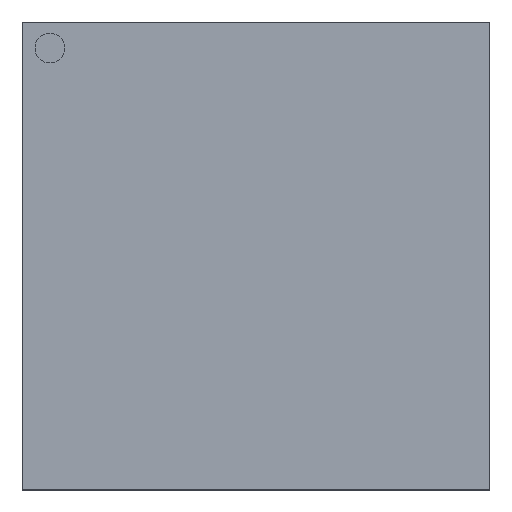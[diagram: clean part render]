
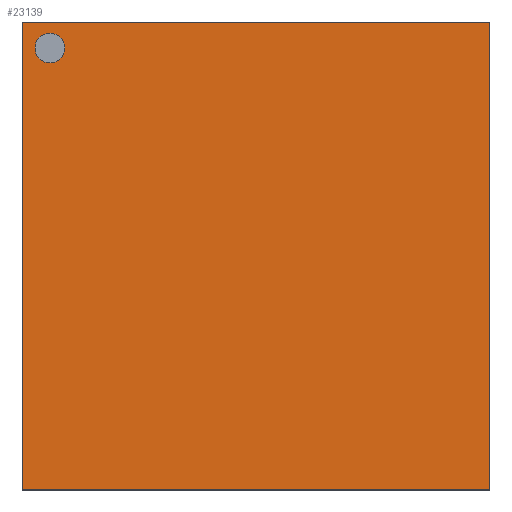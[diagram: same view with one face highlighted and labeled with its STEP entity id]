
A CAD part, top view. The second image highlights one B-rep face of the part: STEP entity #23139.
In plain terms, the highlighted planar face has unit normal (0, 0, 1).
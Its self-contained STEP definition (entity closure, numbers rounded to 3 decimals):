
#83 = DIRECTION ( 'NONE',  ( 0., 0., 1. ) ) ;
#143 = CARTESIAN_POINT ( 'NONE',  ( 6., -6., 0.555 ) ) ;
#207 = VECTOR ( 'NONE', #5993, 1000. ) ;
#2232 = CARTESIAN_POINT ( 'NONE',  ( 0., 0., 0.555 ) ) ;
#2235 = EDGE_CURVE ( 'NONE', #13575, #5136, #14602, .T. ) ;
#2565 = ORIENTED_EDGE ( 'NONE', *, *, #25202, .T. ) ;
#2852 = EDGE_CURVE ( 'NONE', #11383, #14072, #13596, .T. ) ;
#3474 = ORIENTED_EDGE ( 'NONE', *, *, #2852, .T. ) ;
#3792 = CARTESIAN_POINT ( 'NONE',  ( -6., -6., 0.555 ) ) ;
#4065 = LINE ( 'NONE', #3792, #207 ) ;
#4830 = DIRECTION ( 'NONE',  ( 0., 0., 1. ) ) ;
#4997 = ORIENTED_EDGE ( 'NONE', *, *, #20521, .T. ) ;
#5136 = VERTEX_POINT ( 'NONE', #6848 ) ;
#5993 = DIRECTION ( 'NONE',  ( 1., 0., 0. ) ) ;
#6848 = CARTESIAN_POINT ( 'NONE',  ( -5.667, 5.333, 0.555 ) ) ;
#7524 = AXIS2_PLACEMENT_3D ( 'NONE', #23741, #4830, #13265 ) ;
#7563 = VECTOR ( 'NONE', #17458, 1000. ) ;
#7775 = CIRCLE ( 'NONE', #23213, 0.382 ) ;
#8555 = LINE ( 'NONE', #143, #11799 ) ;
#8577 = FACE_BOUND ( 'NONE', #24047, .T. ) ;
#9030 = CARTESIAN_POINT ( 'NONE',  ( -6., -6., 0.555 ) ) ;
#10172 = DIRECTION ( 'NONE',  ( 1., 0., 0. ) ) ;
#11078 = CARTESIAN_POINT ( 'NONE',  ( -6., 6., 0.555 ) ) ;
#11147 = VERTEX_POINT ( 'NONE', #13327 ) ;
#11383 = VERTEX_POINT ( 'NONE', #11078 ) ;
#11799 = VECTOR ( 'NONE', #25152, 1000. ) ;
#12144 = EDGE_CURVE ( 'NONE', #5136, #13575, #7775, .T. ) ;
#12398 = VERTEX_POINT ( 'NONE', #22147 ) ;
#12731 = FACE_OUTER_BOUND ( 'NONE', #26825, .T. ) ;
#12787 = EDGE_CURVE ( 'NONE', #11147, #12398, #8555, .T. ) ;
#12914 = ORIENTED_EDGE ( 'NONE', *, *, #2235, .F. ) ;
#13265 = DIRECTION ( 'NONE',  ( 1., 0., 0. ) ) ;
#13327 = CARTESIAN_POINT ( 'NONE',  ( 6., -6., 0.555 ) ) ;
#13380 = ORIENTED_EDGE ( 'NONE', *, *, #12144, .F. ) ;
#13575 = VERTEX_POINT ( 'NONE', #25986 ) ;
#13596 = LINE ( 'NONE', #9030, #7563 ) ;
#14072 = VERTEX_POINT ( 'NONE', #19852 ) ;
#14602 = CIRCLE ( 'NONE', #7524, 0.382 ) ;
#15080 = DIRECTION ( 'NONE',  ( 0., 0., -1. ) ) ;
#16070 = DIRECTION ( 'NONE',  ( -1., 0., 0. ) ) ;
#16523 = CARTESIAN_POINT ( 'NONE',  ( -5.285, 5.333, 0.555 ) ) ;
#17010 = DIRECTION ( 'NONE',  ( -1., 0., 0. ) ) ;
#17458 = DIRECTION ( 'NONE',  ( 0., -1., 0. ) ) ;
#18876 = AXIS2_PLACEMENT_3D ( 'NONE', #2232, #15080, #17010 ) ;
#19852 = CARTESIAN_POINT ( 'NONE',  ( -6., -6., 0.555 ) ) ;
#20477 = CARTESIAN_POINT ( 'NONE',  ( -6., 6., 0.555 ) ) ;
#20521 = EDGE_CURVE ( 'NONE', #14072, #11147, #4065, .T. ) ;
#21153 = PLANE ( 'NONE',  #18876 ) ;
#22147 = CARTESIAN_POINT ( 'NONE',  ( 6., 6., 0.555 ) ) ;
#22955 = LINE ( 'NONE', #20477, #25107 ) ;
#22988 = ORIENTED_EDGE ( 'NONE', *, *, #12787, .T. ) ;
#23139 = ADVANCED_FACE ( 'NONE', ( #8577, #12731 ), #21153, .F. ) ;
#23213 = AXIS2_PLACEMENT_3D ( 'NONE', #16523, #83, #10172 ) ;
#23741 = CARTESIAN_POINT ( 'NONE',  ( -5.285, 5.333, 0.555 ) ) ;
#24047 = EDGE_LOOP ( 'NONE', ( #12914, #13380 ) ) ;
#25107 = VECTOR ( 'NONE', #16070, 1000. ) ;
#25152 = DIRECTION ( 'NONE',  ( 0., 1., 0. ) ) ;
#25202 = EDGE_CURVE ( 'NONE', #12398, #11383, #22955, .T. ) ;
#25986 = CARTESIAN_POINT ( 'NONE',  ( -4.903, 5.333, 0.555 ) ) ;
#26825 = EDGE_LOOP ( 'NONE', ( #22988, #2565, #3474, #4997 ) ) ;
